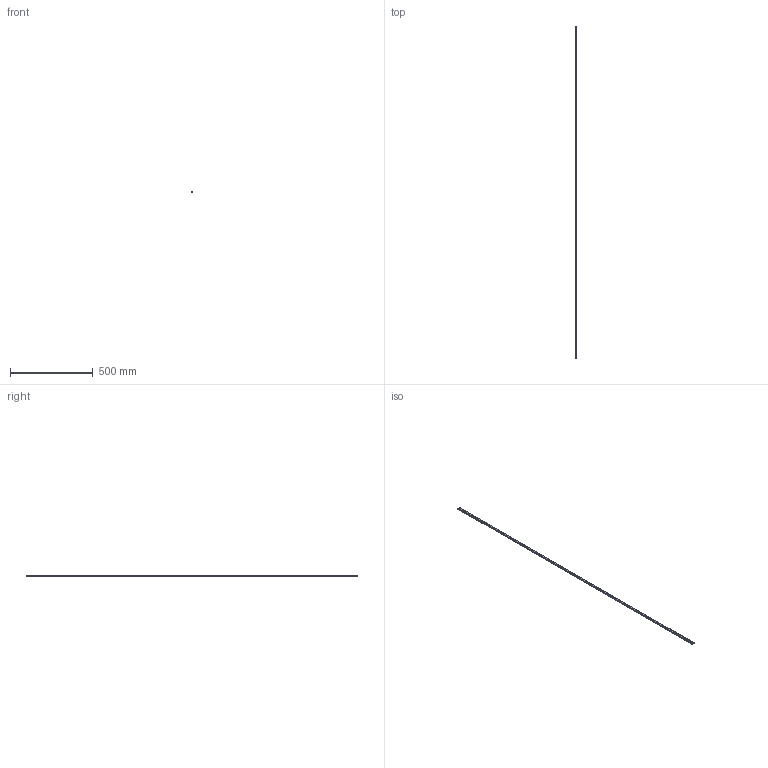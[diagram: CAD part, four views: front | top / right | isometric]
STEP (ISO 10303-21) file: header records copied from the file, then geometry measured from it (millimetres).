
FILE_DESCRIPTION(('STEP AP214'),'1');
FILE_NAME('cctmp_EDB24A3E-DAD1-413F-A672-71169C039501_2024_08_09_15_10_03_0122..stp','2024-08-09T13:10:03',('HIWIN GmbH'),('CADClick - www.CADClick.com'),'Spatial InterOp 3D',' ','unknown authorization');
FILE_SCHEMA(('AUTOMOTIVE_DESIGN'));
Length unit declared in the file: millimetre
Products named in the file (1): MGNR12R2000CM_FILE
Bounding box: 12 x 2000 x 8 mm (x, y, z)
Volume: 171293.4 mm3; surface area: 99413.9 mm2
Topology: 1 solids, 1 shells, 815 faces, 1707 edges, 1138 vertices
Faces by surface type: cylinder 496, plane 319
Entity records: 28777 total; most frequent: DIRECTION 4331, CARTESIAN_POINT 3661, ORIENTED_EDGE 3414, AXIS2_PLACEMENT_3D 1808, EDGE_CURVE 1707, VERTEX_POINT 1138, EDGE_LOOP 1059, CIRCLE 992
